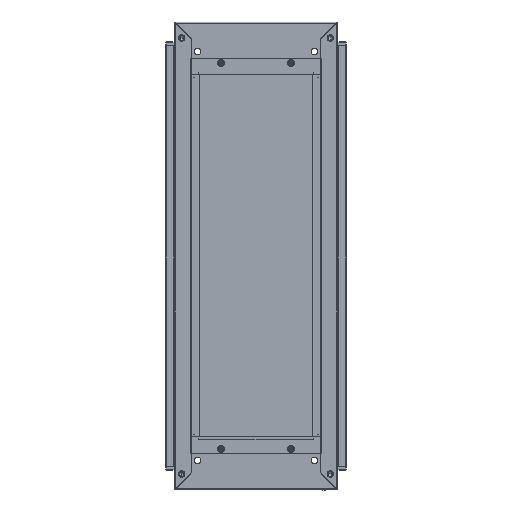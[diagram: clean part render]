
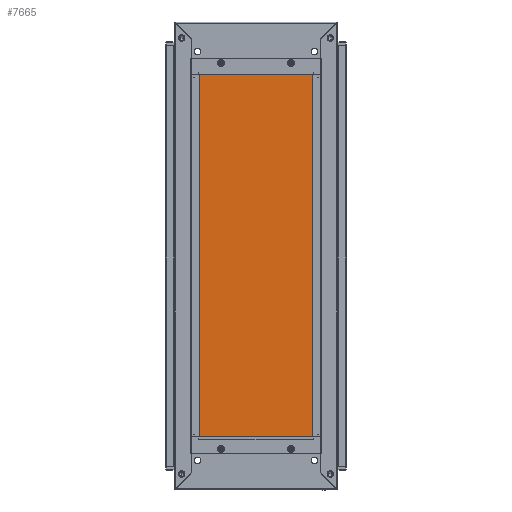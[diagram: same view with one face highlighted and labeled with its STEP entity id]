
A CAD part, top view. The second image highlights one B-rep face of the part: STEP entity #7665.
In plain terms, the highlighted planar face has unit normal (0, 0, 1).
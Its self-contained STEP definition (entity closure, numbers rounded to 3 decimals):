
#127 = EDGE_LOOP ( 'NONE', ( #48386, #48385, #48384, #48383 ) ) ;
#1228 = FACE_OUTER_BOUND ( 'NONE', #127, .T. ) ;
#7665 = ADVANCED_FACE ( 'NONE', ( #1228 ), #16012, .T. ) ;
#16007 = CARTESIAN_POINT ( 'NONE',  ( -400., -140., 0. ) ) ;
#16012 = PLANE ( 'NONE',  #42687 ) ;
#16017 = DIRECTION ( 'NONE',  ( 0., 0., 1. ) ) ;
#16018 = DIRECTION ( 'NONE',  ( 1., 0., 0. ) ) ;
#42687 = AXIS2_PLACEMENT_3D ( 'NONE', #16007, #16017, #16018 ) ;
#43973 = LINE ( 'NONE', #46846, #44000 ) ;
#44000 = VECTOR ( 'NONE', #46875, 1000. ) ;
#44024 = LINE ( 'NONE', #46904, #44026 ) ;
#44026 = VECTOR ( 'NONE', #46906, 1000. ) ;
#44035 = LINE ( 'NONE', #46921, #44037 ) ;
#44037 = VECTOR ( 'NONE', #46923, 1000. ) ;
#44046 = LINE ( 'NONE', #46938, #44047 ) ;
#44047 = VECTOR ( 'NONE', #46940, 1000. ) ;
#45190 = CARTESIAN_POINT ( 'NONE',  ( -400., 140., 0. ) ) ;
#45192 = CARTESIAN_POINT ( 'NONE',  ( -400., -140., 0. ) ) ;
#45198 = CARTESIAN_POINT ( 'NONE',  ( 400., 140., 0. ) ) ;
#45202 = CARTESIAN_POINT ( 'NONE',  ( 400., -140., 0. ) ) ;
#46846 = CARTESIAN_POINT ( 'NONE',  ( -400., 140., 0. ) ) ;
#46875 = DIRECTION ( 'NONE',  ( 0., -1., 0. ) ) ;
#46904 = CARTESIAN_POINT ( 'NONE',  ( -400., 140., 0. ) ) ;
#46906 = DIRECTION ( 'NONE',  ( -1., 0., 0. ) ) ;
#46921 = CARTESIAN_POINT ( 'NONE',  ( 400., 140., 0. ) ) ;
#46923 = DIRECTION ( 'NONE',  ( 0., 1., 0. ) ) ;
#46938 = CARTESIAN_POINT ( 'NONE',  ( -400., -140., 0. ) ) ;
#46940 = DIRECTION ( 'NONE',  ( 1., 0., 0. ) ) ;
#48383 = ORIENTED_EDGE ( 'NONE', *, *, #61517, .T. ) ;
#48384 = ORIENTED_EDGE ( 'NONE', *, *, #61520, .T. ) ;
#48385 = ORIENTED_EDGE ( 'NONE', *, *, #61523, .T. ) ;
#48386 = ORIENTED_EDGE ( 'NONE', *, *, #61511, .T. ) ;
#59998 = VERTEX_POINT ( 'NONE', #45190 ) ;
#59999 = VERTEX_POINT ( 'NONE', #45192 ) ;
#60002 = VERTEX_POINT ( 'NONE', #45198 ) ;
#60004 = VERTEX_POINT ( 'NONE', #45202 ) ;
#61511 = EDGE_CURVE ( 'NONE', #59998, #59999, #43973, .T. ) ;
#61517 = EDGE_CURVE ( 'NONE', #60002, #59998, #44024, .T. ) ;
#61520 = EDGE_CURVE ( 'NONE', #60004, #60002, #44035, .T. ) ;
#61523 = EDGE_CURVE ( 'NONE', #59999, #60004, #44046, .T. ) ;
